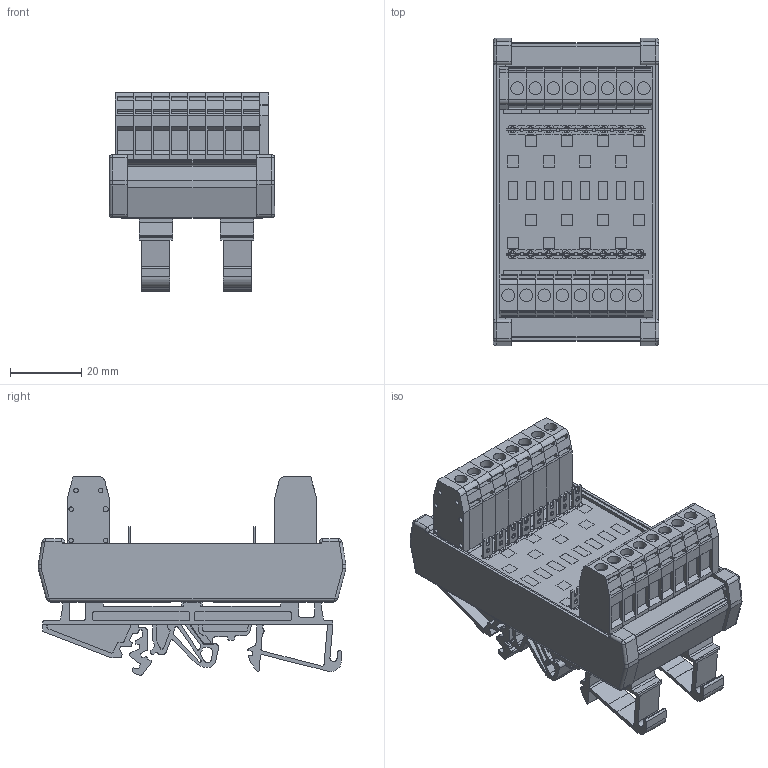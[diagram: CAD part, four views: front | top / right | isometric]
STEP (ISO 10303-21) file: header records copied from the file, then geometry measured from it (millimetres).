
FILE_DESCRIPTION(('STEP AP214'),'1');
FILE_NAME('5700_2_Bsm8-dm8.rev2.step','2023-02-17T09:35:25',(' '),(' '),'Spatial InterOp 3D','XD3DPlugin XRACreate',' ');
FILE_SCHEMA(('automotive_design'));
Length unit declared in the file: millimetre
Products named in the file (92): Submodel-AssyDefn_5; 5681_AP_1_TS_orange v1.sat; 5700_2_Bsm8-dm8.rev2; Submodel-AssyDefn_3; 5683_RF_SP_1_orange v1.stp; Submodel-AssyDefn_1; 5680_RS-SP_1_39_5_mm v1.step; DesignRootModel; uid__9223372036854859833; IKP-102-00 v1.step; IKP-102-00 v1.xtd; Submodel-J053_SOLDEERGAFFEL-LOS_part_CON_slash_OOGLOS; Submodel-noModelForPart_J_semi_GAFFEL_slash_2_642126864; placementOutline; Submodel-J_semi_GAFFEL_slash_2_642126864_part_CON_slash_GAFFEL_slash_2; Submodel-noModelForPart_J_semi_GAFFEL_slash_2_3273431948; Submodel-J_semi_GAFFEL_slash_2_3273431948_part_CON_slash_GAFFEL_slash_2S; PK508_1_S_orange v1.step; PK508_1_S_orange v1.step; Submodel-PK_semi_PK508_slash_1_part_TER_slash_PK508_slash_1_slash_S; PK508_1_orange v1.step; PK508_1_orange v1.xtd; Submodel-PK_semi_PK508_slash_1_part_TER_slash_PK508_slash_1; Submodel-noModelForPart_CAD006_FIDUCIAL-RPM_4141158778; Submodel-CAD006_FIDUCIAL-RPM_4141158778_part_FIDUCIAL-RPM; Submodel-noModelForPart_CAD001_FIDUCIAL_4141158778; Submodel-CAD001_FIDUCIAL_4141158778_part_FIDUCIAL; Submodel-noModelForPart_PK_semi_PZK3000_2572943182; Submodel-PK_semi_PZK3000_2572943182_part_TER_slash_PZK3000_slash_1S; Submodel-PK_semi_PZK3000_2572943182_part_TER_slash_PZK3000; Submodel-PK_semi_PZK3000_2572943182_part_TER_slash_PZK3000_slash_1B; Submodel-noModelForPart_DO35_250207504; Submodel-DO35_250207504_part_DO35; Submodel-noModelForPart_CAD003_MTHOLE_3430314328; Submodel-CAD003_MTHOLE_3430314328_part_MTHOLE1AAAAA; Submodel-noModelForPart_D002_1N4007-DO213AB_211709056; Submodel-D002_1N4007-DO213AB_211709056_part_DIO_slash_5X2.5_slash_SMD; Submodel-noModelForPart_J_semi_GAFFEL_slash_3_4102635774; Submodel-J_semi_GAFFEL_slash_3_4102635774_part_CON_slash_GAFFEL_slash_3S; Submodel-noModelForPart_J_semi_GAFFEL_slash_3_3350550917 ...
Assembly tree (169 placements, depth 5):
  5700_2_Bsm8-dm8.rev2
    Submodel-AssyDefn_5  x2
      5681_AP_1_TS_orange v1.sat
    Submodel-AssyDefn_3  x2
      5683_RF_SP_1_orange v1.stp
    Submodel-AssyDefn_1
      5680_RS-SP_1_39_5_mm v1.step
    DesignRootModel
      uid__9223372036854859833
      Submodel-J053_SOLDEERGAFFEL-LOS_part_CON_slash_OOGLOS  x16
  IKP-102-00 v1.step
          IKP-102-00 v1.xtd
      Submodel-J_semi_GAFFEL_slash_2_642126864_part_CON_slash_GAFFEL_slash_2
        Submodel-noModelForPart_J_semi_GAFFEL_slash_2_642126864
          placementOutline
          placementOutline
          placementOutline
          placementOutline
          placementOutline
          placementOutline
          placementOutline
      Submodel-J_semi_GAFFEL_slash_2_3273431948_part_CON_slash_GAFFEL_slash_2S
        Submodel-noModelForPart_J_semi_GAFFEL_slash_2_3273431948
          placementOutline
          placementOutline
          placementOutline
          placementOutline
          placementOutline
          placementOutline
      Submodel-PK_semi_PK508_slash_1_part_TER_slash_PK508_slash_1_slash_S  x2
  PK508_1_S_orange v1.step
          PK508_1_S_orange v1.step
      Submodel-PK_semi_PK508_slash_1_part_TER_slash_PK508_slash_1  x14
  PK508_1_orange v1.step
          PK508_1_orange v1.xtd
      Submodel-CAD006_FIDUCIAL-RPM_4141158778_part_FIDUCIAL-RPM  x2
        Submodel-noModelForPart_CAD006_FIDUCIAL-RPM_4141158778
          placementOutline
      Submodel-CAD001_FIDUCIAL_4141158778_part_FIDUCIAL  x2
        Submodel-noModelForPart_CAD001_FIDUCIAL_4141158778
          placementOutline
      Submodel-PK_semi_PZK3000_2572943182_part_TER_slash_PZK3000_slash_1S  x2
        Submodel-noModelForPart_PK_semi_PZK3000_2572943182
          placementOutline
          placementOutline
          placementOutline
      Submodel-PK_semi_PZK3000_2572943182_part_TER_slash_PZK3000  x12
        Submodel-noModelForPart_PK_semi_PZK3000_2572943182
          placementOutline
          placementOutline
          placementOutline
      Submodel-PK_semi_PZK3000_2572943182_part_TER_slash_PZK3000_slash_1B  x2
        Submodel-noModelForPart_PK_semi_PZK3000_2572943182
          placementOutline
          placementOutline
          placementOutline
      Submodel-DO35_250207504_part_DO35  x8
        Submodel-noModelForPart_DO35_250207504
          placementOutline
      Submodel-CAD003_MTHOLE_3430314328_part_MTHOLE1AAAAA  x16
Bounding box: 46.5 x 86.4 x 55.78 mm (x, y, z)
Volume: 49521.1 mm3; surface area: 66792.6 mm2
Topology: 192 solids, 192 shells, 3546 faces, 9004 edges, 5886 vertices
Faces by surface type: plane 2622, cylinder 824, torus 76, cone 24
Full cylindrical faces by diameter (mm): 1.016 x14, 1.25 x10, 1.3 x16, 1.45 x2, 1.7 x12, 1.778 x16, 3.302 x4, 3.6 x16
Entity records: 51955 total; most frequent: CARTESIAN_POINT 6944, DIRECTION 6884, ORIENTED_EDGE 6544, EDGE_CURVE 3272, LINE 2592, VECTOR 2592, VERTEX_POINT 2194, AXIS2_PLACEMENT_3D 2146
